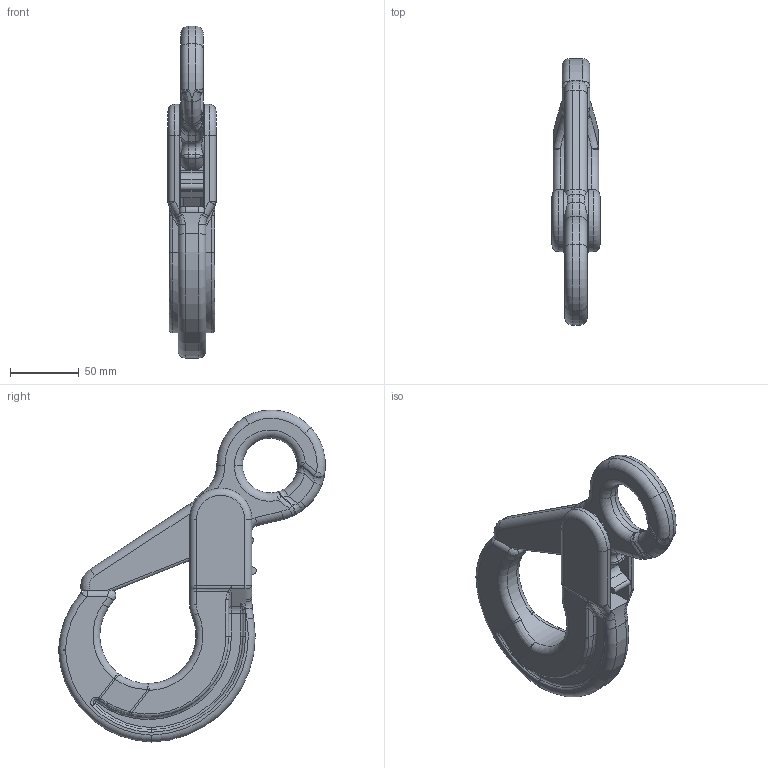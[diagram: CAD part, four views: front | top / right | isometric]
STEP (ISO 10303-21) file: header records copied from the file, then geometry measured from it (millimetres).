
FILE_DESCRIPTION(('CATIA V5 STEP Exchange'),'2;1');
FILE_NAME('8-025-13.stp','2016-01-29T05:56:14+00:00',('none'),('none'),'CATIA Version 5 Release 21 GA (IN-10)','CATIA V5 STEP AP203','none');
FILE_SCHEMA(('CONFIG_CONTROL_DESIGN'));
Length unit declared in the file: millimetre
Products named in the file (1): 8-025-13
Bounding box: 35 x 194.01 x 241.36 mm (x, y, z)
Volume: 391587.5 mm3; surface area: 64940.4 mm2
Topology: 1 solids, 1 shells, 287 faces, 702 edges, 396 vertices
Faces by surface type: cylinder 89, torus 80, bspline 54, plane 46, sphere 14, revolution 4
Entity records: 12096 total; most frequent: CARTESIAN_POINT 6134, ORIENTED_EDGE 1368, DIRECTION 926, EDGE_CURVE 684, AXIS2_PLACEMENT_3D 530, VERTEX_POINT 396, CIRCLE 314, EDGE_LOOP 290
